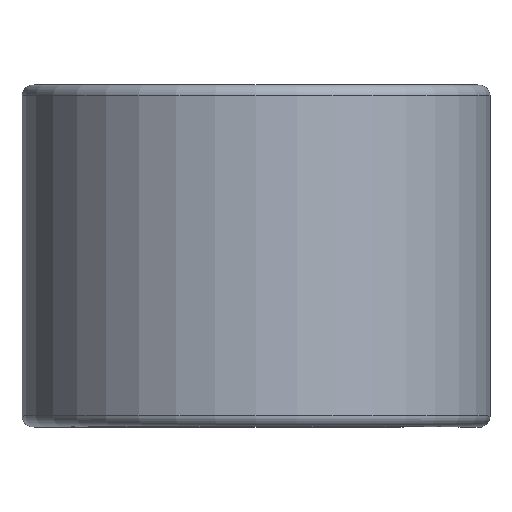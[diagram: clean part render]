
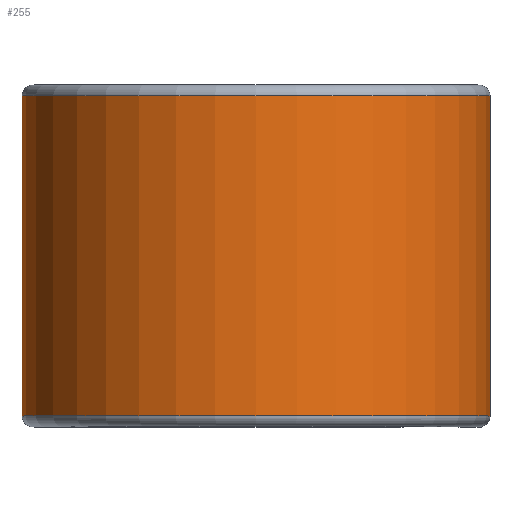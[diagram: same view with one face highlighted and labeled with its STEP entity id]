
A CAD part, top view. The second image highlights one B-rep face of the part: STEP entity #255.
In plain terms, the highlighted cylindrical face has radius 16.294 mm (diameter 32.588 mm), a partial arc.
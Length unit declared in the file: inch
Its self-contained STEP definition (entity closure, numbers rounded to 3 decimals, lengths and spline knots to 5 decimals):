
#37 = DIRECTION ( 'NONE',  ( 0., 1., 0. ) ) ;
#42 = VECTOR ( 'NONE', #37, 39.37008 ) ;
#146 = AXIS2_PLACEMENT_3D ( 'NONE', #1729, #1767, #2228 ) ;
#168 = DIRECTION ( 'NONE',  ( 0., -1., 0. ) ) ;
#255 = ADVANCED_FACE ( 'NONE', ( #2332 ), #1206, .T. ) ;
#339 = CARTESIAN_POINT ( 'NONE',  ( 0., 0.43875, -0.6415 ) ) ;
#396 = AXIS2_PLACEMENT_3D ( 'NONE', #2096, #2106, #2113 ) ;
#436 = DIRECTION ( 'NONE',  ( 0., 0., -1. ) ) ;
#478 = CARTESIAN_POINT ( 'NONE',  ( 0.6415, -0.43875, 0. ) ) ;
#500 = AXIS2_PLACEMENT_3D ( 'NONE', #2310, #168, #436 ) ;
#599 = ORIENTED_EDGE ( 'NONE', *, *, #796, .F. ) ;
#641 = VECTOR ( 'NONE', #1631, 39.37008 ) ;
#654 = ORIENTED_EDGE ( 'NONE', *, *, #914, .T. ) ;
#751 = VERTEX_POINT ( 'NONE', #478 ) ;
#796 = EDGE_CURVE ( 'NONE', #1175, #1842, #2205, .T. ) ;
#898 = EDGE_CURVE ( 'NONE', #751, #1175, #1929, .T. ) ;
#914 = EDGE_CURVE ( 'NONE', #751, #1821, #1331, .T. ) ;
#922 = EDGE_CURVE ( 'NONE', #1821, #1842, #2012, .T. ) ;
#952 = ORIENTED_EDGE ( 'NONE', *, *, #898, .F. ) ;
#1175 = VERTEX_POINT ( 'NONE', #1926 ) ;
#1206 = CYLINDRICAL_SURFACE ( 'NONE', #500, 0.6415 ) ;
#1272 = EDGE_LOOP ( 'NONE', ( #654, #1287, #599, #952 ) ) ;
#1287 = ORIENTED_EDGE ( 'NONE', *, *, #922, .T. ) ;
#1331 = LINE ( 'NONE', #1776, #641 ) ;
#1536 = CARTESIAN_POINT ( 'NONE',  ( 0.6415, 0.43875, 0. ) ) ;
#1631 = DIRECTION ( 'NONE',  ( 0., 1., 0. ) ) ;
#1729 = CARTESIAN_POINT ( 'NONE',  ( 0., -0.43875, 0. ) ) ;
#1767 = DIRECTION ( 'NONE',  ( 0., -1., 0. ) ) ;
#1776 = CARTESIAN_POINT ( 'NONE',  ( 0.6415, 0.43875, 0. ) ) ;
#1821 = VERTEX_POINT ( 'NONE', #1536 ) ;
#1842 = VERTEX_POINT ( 'NONE', #2105 ) ;
#1926 = CARTESIAN_POINT ( 'NONE',  ( 0., -0.43875, -0.6415 ) ) ;
#1929 = CIRCLE ( 'NONE', #146, 0.6415 ) ;
#2012 = CIRCLE ( 'NONE', #396, 0.6415 ) ;
#2096 = CARTESIAN_POINT ( 'NONE',  ( 0., 0.43875, 0. ) ) ;
#2105 = CARTESIAN_POINT ( 'NONE',  ( 0., 0.43875, -0.6415 ) ) ;
#2106 = DIRECTION ( 'NONE',  ( 0., -1., 0. ) ) ;
#2113 = DIRECTION ( 'NONE',  ( 0., 0., -1. ) ) ;
#2205 = LINE ( 'NONE', #339, #42 ) ;
#2228 = DIRECTION ( 'NONE',  ( 0., 0., -1. ) ) ;
#2310 = CARTESIAN_POINT ( 'NONE',  ( 0., 0.4375, 0. ) ) ;
#2332 = FACE_OUTER_BOUND ( 'NONE', #1272, .T. ) ;
